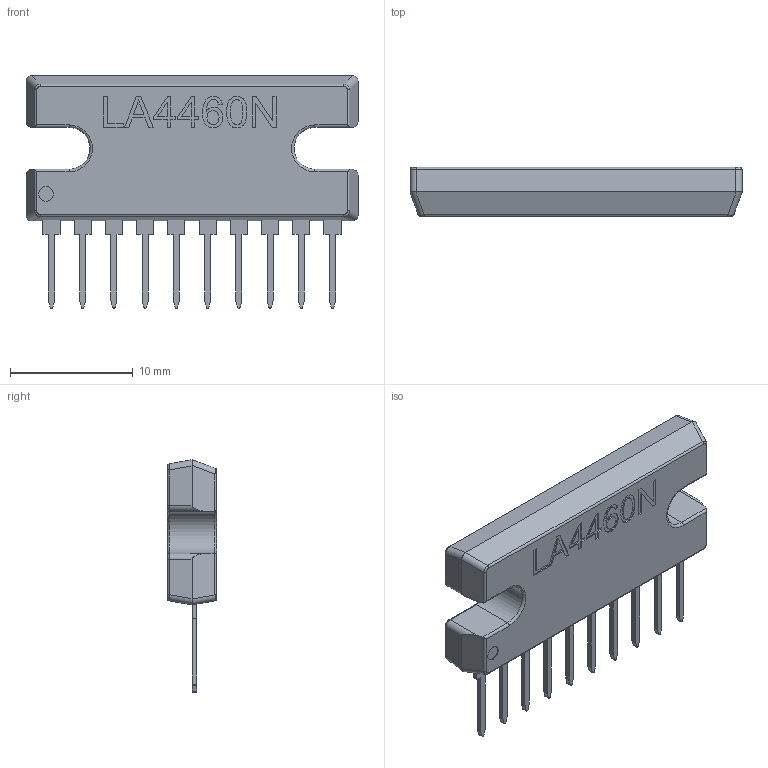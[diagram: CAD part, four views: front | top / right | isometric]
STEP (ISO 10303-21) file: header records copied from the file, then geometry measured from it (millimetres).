
FILE_DESCRIPTION(/* description */ (''),/* implementation_level */ '2;1');
FILE_NAME(/* name */ 'LA4460N.step',/* time_stamp */ '2021-08-05T21:06:43+02:00',/* author */ (''),/* organization */ (''),/* preprocessor_version */ 'ST-DEVELOPER v18.1',/* originating_system */ 'Autodesk Translation Framework v10.9.0.1377',/* authorisation */ '');
FILE_SCHEMA (('AUTOMOTIVE_DESIGN { 1 0 10303 214 3 1 1 }'));
Length unit declared in the file: millimetre
Products named in the file (1): LA4460N
Bounding box: 27 x 4 x 18.9 mm (x, y, z)
Volume: 1102.5 mm3; surface area: 1072.4 mm2
Topology: 11 solids, 11 shells, 351 faces, 908 edges, 592 vertices
Faces by surface type: plane 211, cylinder 75, bspline 57, torus 8
Full cylindrical faces by diameter (mm): 1.2 x1
Entity records: 11299 total; most frequent: CARTESIAN_POINT 2877, ORIENTED_EDGE 1816, DIRECTION 1568, EDGE_CURVE 908, LINE 642, VECTOR 642, VERTEX_POINT 592, AXIS2_PLACEMENT_3D 463
